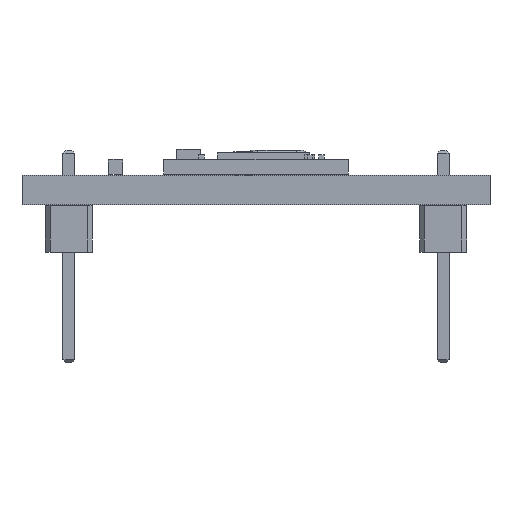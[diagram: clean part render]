
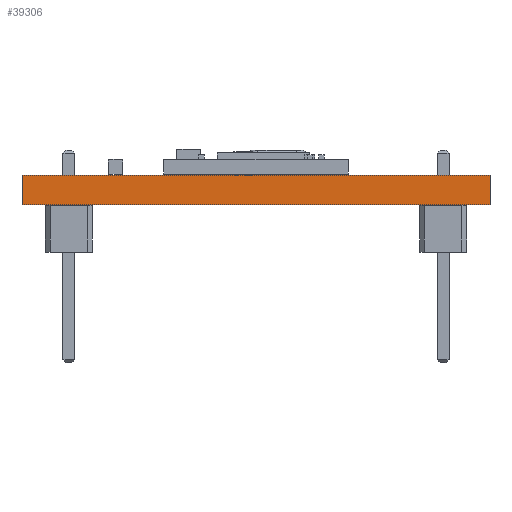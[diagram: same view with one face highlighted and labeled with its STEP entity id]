
A CAD part, front view. The second image highlights one B-rep face of the part: STEP entity #39306.
In plain terms, the highlighted planar face has unit normal (0, -1, 0).
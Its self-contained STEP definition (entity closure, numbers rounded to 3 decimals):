
#39190 = EDGE_CURVE('',#39191,#39193,#39195,.T.);
#39191 = VERTEX_POINT('',#39192);
#39192 = CARTESIAN_POINT('',(-12.7,-12.954,0.));
#39193 = VERTEX_POINT('',#39194);
#39194 = CARTESIAN_POINT('',(-12.7,-12.954,1.6));
#39195 = SURFACE_CURVE('',#39196,(#39200,#39212),.PCURVE_S1.);
#39196 = LINE('',#39197,#39198);
#39197 = CARTESIAN_POINT('',(-12.7,-12.954,0.));
#39198 = VECTOR('',#39199,1.);
#39199 = DIRECTION('',(0.,0.,1.));
#39200 = PCURVE('',#39201,#39206);
#39201 = PLANE('',#39202);
#39202 = AXIS2_PLACEMENT_3D('',#39203,#39204,#39205);
#39203 = CARTESIAN_POINT('',(-12.7,-12.954,0.));
#39204 = DIRECTION('',(-1.,0.,0.));
#39205 = DIRECTION('',(0.,1.,0.));
#39206 = DEFINITIONAL_REPRESENTATION('',(#39207),#39211);
#39207 = LINE('',#39208,#39209);
#39208 = CARTESIAN_POINT('',(0.,0.));
#39209 = VECTOR('',#39210,1.);
#39210 = DIRECTION('',(0.,-1.));
#39211 = ( GEOMETRIC_REPRESENTATION_CONTEXT(2) 
PARAMETRIC_REPRESENTATION_CONTEXT() REPRESENTATION_CONTEXT('2D SPACE',''
  ) );
#39212 = PCURVE('',#39213,#39218);
#39213 = PLANE('',#39214);
#39214 = AXIS2_PLACEMENT_3D('',#39215,#39216,#39217);
#39215 = CARTESIAN_POINT('',(12.7,-12.954,0.));
#39216 = DIRECTION('',(0.,-1.,0.));
#39217 = DIRECTION('',(-1.,0.,0.));
#39218 = DEFINITIONAL_REPRESENTATION('',(#39219),#39223);
#39219 = LINE('',#39220,#39221);
#39220 = CARTESIAN_POINT('',(25.4,0.));
#39221 = VECTOR('',#39222,1.);
#39222 = DIRECTION('',(0.,-1.));
#39223 = ( GEOMETRIC_REPRESENTATION_CONTEXT(2) 
PARAMETRIC_REPRESENTATION_CONTEXT() REPRESENTATION_CONTEXT('2D SPACE',''
  ) );
#39241 = PLANE('',#39242);
#39242 = AXIS2_PLACEMENT_3D('',#39243,#39244,#39245);
#39243 = CARTESIAN_POINT('',(-12.7,-12.954,1.6));
#39244 = DIRECTION('',(0.,0.,1.));
#39245 = DIRECTION('',(1.,0.,0.));
#39295 = PLANE('',#39296);
#39296 = AXIS2_PLACEMENT_3D('',#39297,#39298,#39299);
#39297 = CARTESIAN_POINT('',(-12.7,-12.954,0.));
#39298 = DIRECTION('',(0.,0.,1.));
#39299 = DIRECTION('',(1.,0.,0.));
#39306 = ADVANCED_FACE('',(#39307),#39213,.T.);
#39307 = FACE_BOUND('',#39308,.T.);
#39308 = EDGE_LOOP('',(#39309,#39339,#39360,#39361));
#39309 = ORIENTED_EDGE('',*,*,#39310,.T.);
#39310 = EDGE_CURVE('',#39311,#39313,#39315,.T.);
#39311 = VERTEX_POINT('',#39312);
#39312 = CARTESIAN_POINT('',(12.7,-12.954,0.));
#39313 = VERTEX_POINT('',#39314);
#39314 = CARTESIAN_POINT('',(12.7,-12.954,1.6));
#39315 = SURFACE_CURVE('',#39316,(#39320,#39327),.PCURVE_S1.);
#39316 = LINE('',#39317,#39318);
#39317 = CARTESIAN_POINT('',(12.7,-12.954,0.));
#39318 = VECTOR('',#39319,1.);
#39319 = DIRECTION('',(0.,0.,1.));
#39320 = PCURVE('',#39213,#39321);
#39321 = DEFINITIONAL_REPRESENTATION('',(#39322),#39326);
#39322 = LINE('',#39323,#39324);
#39323 = CARTESIAN_POINT('',(0.,0.));
#39324 = VECTOR('',#39325,1.);
#39325 = DIRECTION('',(0.,-1.));
#39326 = ( GEOMETRIC_REPRESENTATION_CONTEXT(2) 
PARAMETRIC_REPRESENTATION_CONTEXT() REPRESENTATION_CONTEXT('2D SPACE',''
  ) );
#39327 = PCURVE('',#39328,#39333);
#39328 = PLANE('',#39329);
#39329 = AXIS2_PLACEMENT_3D('',#39330,#39331,#39332);
#39330 = CARTESIAN_POINT('',(12.7,12.954,0.));
#39331 = DIRECTION('',(1.,0.,0.));
#39332 = DIRECTION('',(0.,-1.,0.));
#39333 = DEFINITIONAL_REPRESENTATION('',(#39334),#39338);
#39334 = LINE('',#39335,#39336);
#39335 = CARTESIAN_POINT('',(25.908,0.));
#39336 = VECTOR('',#39337,1.);
#39337 = DIRECTION('',(0.,-1.));
#39338 = ( GEOMETRIC_REPRESENTATION_CONTEXT(2) 
PARAMETRIC_REPRESENTATION_CONTEXT() REPRESENTATION_CONTEXT('2D SPACE',''
  ) );
#39339 = ORIENTED_EDGE('',*,*,#39340,.T.);
#39340 = EDGE_CURVE('',#39313,#39193,#39341,.T.);
#39341 = SURFACE_CURVE('',#39342,(#39346,#39353),.PCURVE_S1.);
#39342 = LINE('',#39343,#39344);
#39343 = CARTESIAN_POINT('',(12.7,-12.954,1.6));
#39344 = VECTOR('',#39345,1.);
#39345 = DIRECTION('',(-1.,0.,0.));
#39346 = PCURVE('',#39213,#39347);
#39347 = DEFINITIONAL_REPRESENTATION('',(#39348),#39352);
#39348 = LINE('',#39349,#39350);
#39349 = CARTESIAN_POINT('',(0.,-1.6));
#39350 = VECTOR('',#39351,1.);
#39351 = DIRECTION('',(1.,0.));
#39352 = ( GEOMETRIC_REPRESENTATION_CONTEXT(2) 
PARAMETRIC_REPRESENTATION_CONTEXT() REPRESENTATION_CONTEXT('2D SPACE',''
  ) );
#39353 = PCURVE('',#39241,#39354);
#39354 = DEFINITIONAL_REPRESENTATION('',(#39355),#39359);
#39355 = LINE('',#39356,#39357);
#39356 = CARTESIAN_POINT('',(25.4,0.));
#39357 = VECTOR('',#39358,1.);
#39358 = DIRECTION('',(-1.,0.));
#39359 = ( GEOMETRIC_REPRESENTATION_CONTEXT(2) 
PARAMETRIC_REPRESENTATION_CONTEXT() REPRESENTATION_CONTEXT('2D SPACE',''
  ) );
#39360 = ORIENTED_EDGE('',*,*,#39190,.F.);
#39361 = ORIENTED_EDGE('',*,*,#39362,.F.);
#39362 = EDGE_CURVE('',#39311,#39191,#39363,.T.);
#39363 = SURFACE_CURVE('',#39364,(#39368,#39375),.PCURVE_S1.);
#39364 = LINE('',#39365,#39366);
#39365 = CARTESIAN_POINT('',(12.7,-12.954,0.));
#39366 = VECTOR('',#39367,1.);
#39367 = DIRECTION('',(-1.,0.,0.));
#39368 = PCURVE('',#39213,#39369);
#39369 = DEFINITIONAL_REPRESENTATION('',(#39370),#39374);
#39370 = LINE('',#39371,#39372);
#39371 = CARTESIAN_POINT('',(0.,0.));
#39372 = VECTOR('',#39373,1.);
#39373 = DIRECTION('',(1.,0.));
#39374 = ( GEOMETRIC_REPRESENTATION_CONTEXT(2) 
PARAMETRIC_REPRESENTATION_CONTEXT() REPRESENTATION_CONTEXT('2D SPACE',''
  ) );
#39375 = PCURVE('',#39295,#39376);
#39376 = DEFINITIONAL_REPRESENTATION('',(#39377),#39381);
#39377 = LINE('',#39378,#39379);
#39378 = CARTESIAN_POINT('',(25.4,0.));
#39379 = VECTOR('',#39380,1.);
#39380 = DIRECTION('',(-1.,0.));
#39381 = ( GEOMETRIC_REPRESENTATION_CONTEXT(2) 
PARAMETRIC_REPRESENTATION_CONTEXT() REPRESENTATION_CONTEXT('2D SPACE',''
  ) );
